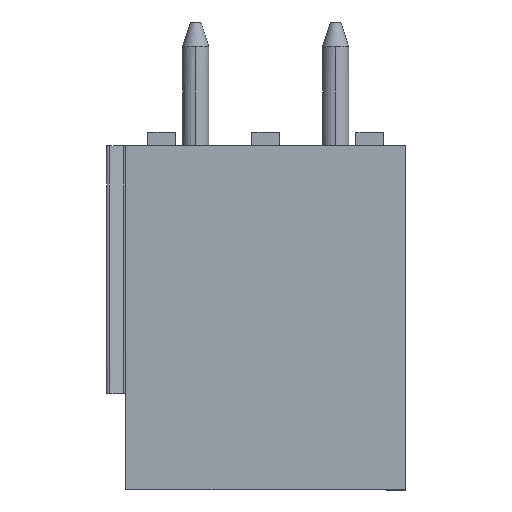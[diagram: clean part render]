
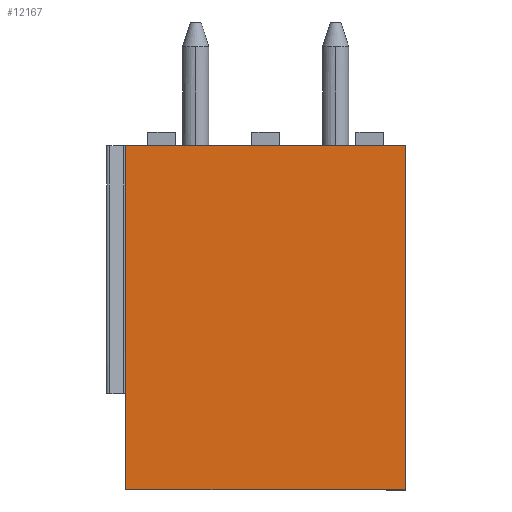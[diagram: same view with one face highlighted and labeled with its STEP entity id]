
A CAD part, front view. The second image highlights one B-rep face of the part: STEP entity #12167.
In plain terms, the highlighted planar face has unit normal (0, -1, 0).
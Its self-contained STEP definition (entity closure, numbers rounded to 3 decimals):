
#1765 = LINE ( 'NONE', #30467, #21713 ) ;
#1814 = LINE ( 'NONE', #27817, #13221 ) ;
#2325 = CARTESIAN_POINT ( 'NONE',  ( 0., 0., -6.25 ) ) ;
#3403 = AXIS2_PLACEMENT_3D ( 'NONE', #10563, #20842, #33344 ) ;
#4874 = ORIENTED_EDGE ( 'NONE', *, *, #26712, .F. ) ;
#5045 = VERTEX_POINT ( 'NONE', #31287 ) ;
#5575 = VERTEX_POINT ( 'NONE', #31711 ) ;
#7673 = ORIENTED_EDGE ( 'NONE', *, *, #8001, .F. ) ;
#7692 = VECTOR ( 'NONE', #14186, 1000. ) ;
#8001 = EDGE_CURVE ( 'NONE', #5045, #20623, #29712, .T. ) ;
#8077 = VERTEX_POINT ( 'NONE', #11010 ) ;
#10275 = EDGE_CURVE ( 'NONE', #20623, #5575, #1765, .T. ) ;
#10563 = CARTESIAN_POINT ( 'NONE',  ( -0.203, 0., -12.75 ) ) ;
#11010 = CARTESIAN_POINT ( 'NONE',  ( 0., 0., -12.5 ) ) ;
#11961 = DIRECTION ( 'NONE',  ( -1., 0., 0. ) ) ;
#12167 = ADVANCED_FACE ( 'NONE', ( #23541 ), #20504, .T. ) ;
#12303 = LINE ( 'NONE', #2325, #13767 ) ;
#13221 = VECTOR ( 'NONE', #11961, 1000. ) ;
#13407 = ORIENTED_EDGE ( 'NONE', *, *, #10275, .F. ) ;
#13767 = VECTOR ( 'NONE', #17372, 1000. ) ;
#14186 = DIRECTION ( 'NONE',  ( 1., 0., 0. ) ) ;
#14603 = DIRECTION ( 'NONE',  ( 0., 0., -1. ) ) ;
#17372 = DIRECTION ( 'NONE',  ( 0., 0., 1. ) ) ;
#20504 = PLANE ( 'NONE',  #3403 ) ;
#20623 = VERTEX_POINT ( 'NONE', #23383 ) ;
#20842 = DIRECTION ( 'NONE',  ( 0., -1., 0. ) ) ;
#21713 = VECTOR ( 'NONE', #14603, 1000. ) ;
#23383 = CARTESIAN_POINT ( 'NONE',  ( 10.16, 0., 0. ) ) ;
#23541 = FACE_OUTER_BOUND ( 'NONE', #32616, .T. ) ;
#26712 = EDGE_CURVE ( 'NONE', #5575, #8077, #1814, .T. ) ;
#27817 = CARTESIAN_POINT ( 'NONE',  ( 5.08, 0., -12.5 ) ) ;
#29218 = CARTESIAN_POINT ( 'NONE',  ( 5.08, 0., 0. ) ) ;
#29687 = EDGE_CURVE ( 'NONE', #8077, #5045, #12303, .T. ) ;
#29712 = LINE ( 'NONE', #29218, #7692 ) ;
#30467 = CARTESIAN_POINT ( 'NONE',  ( 10.16, 0., -6.25 ) ) ;
#31287 = CARTESIAN_POINT ( 'NONE',  ( 0., 0., 0. ) ) ;
#31711 = CARTESIAN_POINT ( 'NONE',  ( 10.16, 0., -12.5 ) ) ;
#32616 = EDGE_LOOP ( 'NONE', ( #13407, #7673, #33150, #4874 ) ) ;
#33150 = ORIENTED_EDGE ( 'NONE', *, *, #29687, .F. ) ;
#33344 = DIRECTION ( 'NONE',  ( 1., 0., 0. ) ) ;
